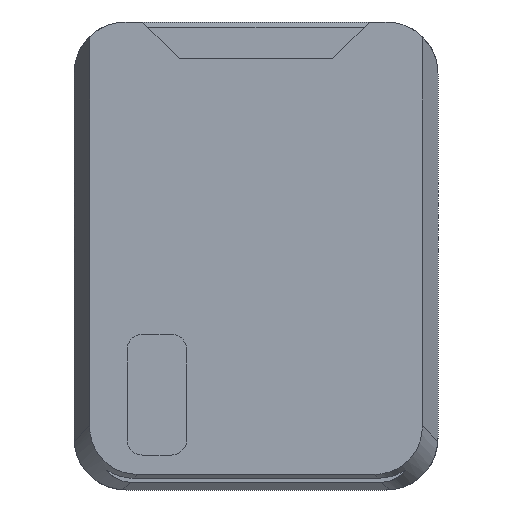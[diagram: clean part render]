
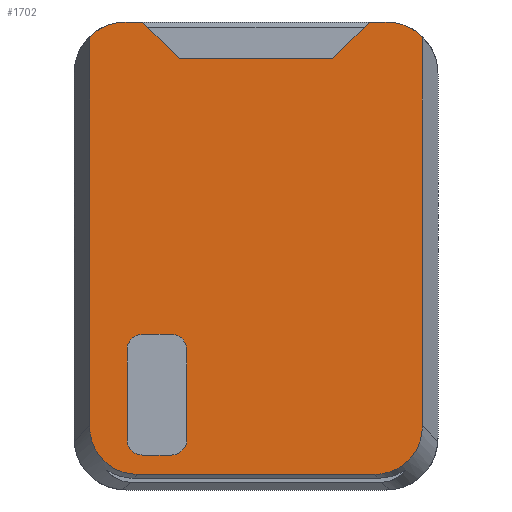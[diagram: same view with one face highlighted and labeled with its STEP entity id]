
A CAD part, front view. The second image highlights one B-rep face of the part: STEP entity #1702.
In plain terms, the highlighted planar face has unit normal (0, -1, 0).
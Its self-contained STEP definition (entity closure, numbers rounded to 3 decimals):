
#15=FACE_BOUND('',#225,.T.);
#53=PLANE('',#1841);
#125=FACE_OUTER_BOUND('',#224,.T.);
#224=EDGE_LOOP('',(#1312,#1313,#1314,#1315,#1316,#1317,#1318,#1319,#1320,
#1321,#1322,#1323));
#225=EDGE_LOOP('',(#1324,#1325,#1326,#1327,#1328,#1329,#1330,#1331));
#294=CIRCLE('',#1802,0.3);
#295=CIRCLE('',#1805,0.3);
#296=CIRCLE('',#1811,0.3);
#297=CIRCLE('',#1814,0.3);
#306=CIRCLE('',#1834,1.);
#307=CIRCLE('',#1842,1.);
#333=LINE('',#2569,#499);
#356=LINE('',#2666,#522);
#359=LINE('',#2674,#525);
#362=LINE('',#2682,#528);
#366=LINE('',#2689,#532);
#369=LINE('',#2694,#535);
#372=LINE('',#2702,#538);
#374=LINE('',#2708,#540);
#397=LINE('',#2772,#563);
#401=LINE('',#2780,#567);
#402=LINE('',#2784,#568);
#403=LINE('',#2787,#569);
#499=VECTOR('',#2015,10.);
#522=VECTOR('',#2072,10.);
#525=VECTOR('',#2081,10.);
#528=VECTOR('',#2086,10.);
#532=VECTOR('',#2092,10.);
#535=VECTOR('',#2097,10.);
#538=VECTOR('',#2106,10.);
#540=VECTOR('',#2114,10.);
#563=VECTOR('',#2179,10.);
#567=VECTOR('',#2189,10.);
#568=VECTOR('',#2194,10.);
#569=VECTOR('',#2197,10.);
#648=ELLIPSE('',#1784,1.132,1.);
#651=ELLIPSE('',#1789,1.132,1.);
#734=VERTEX_POINT('',#2557);
#735=VERTEX_POINT('',#2559);
#738=VERTEX_POINT('',#2567);
#741=VERTEX_POINT('',#2575);
#761=VERTEX_POINT('',#2658);
#762=VERTEX_POINT('',#2660);
#763=VERTEX_POINT('',#2664);
#764=VERTEX_POINT('',#2668);
#765=VERTEX_POINT('',#2672);
#768=VERTEX_POINT('',#2679);
#769=VERTEX_POINT('',#2681);
#771=VERTEX_POINT('',#2687);
#772=VERTEX_POINT('',#2692);
#773=VERTEX_POINT('',#2696);
#774=VERTEX_POINT('',#2700);
#775=VERTEX_POINT('',#2704);
#793=VERTEX_POINT('',#2763);
#794=VERTEX_POINT('',#2765);
#797=VERTEX_POINT('',#2783);
#798=VERTEX_POINT('',#2785);
#898=EDGE_CURVE('',#734,#735,#648,.T.);
#903=EDGE_CURVE('',#738,#734,#333,.T.);
#907=EDGE_CURVE('',#741,#738,#651,.T.);
#934=EDGE_CURVE('',#761,#762,#294,.T.);
#937=EDGE_CURVE('',#761,#763,#356,.T.);
#939=EDGE_CURVE('',#764,#763,#295,.T.);
#941=EDGE_CURVE('',#764,#765,#359,.T.);
#944=EDGE_CURVE('',#768,#769,#362,.T.);
#948=EDGE_CURVE('',#768,#771,#366,.T.);
#951=EDGE_CURVE('',#772,#771,#369,.T.);
#953=EDGE_CURVE('',#773,#765,#296,.T.);
#955=EDGE_CURVE('',#773,#774,#372,.T.);
#957=EDGE_CURVE('',#775,#774,#297,.T.);
#958=EDGE_CURVE('',#775,#762,#374,.T.);
#987=EDGE_CURVE('',#793,#794,#306,.T.);
#991=EDGE_CURVE('',#793,#769,#397,.T.);
#995=EDGE_CURVE('',#794,#741,#401,.T.);
#997=EDGE_CURVE('',#772,#797,#402,.T.);
#998=EDGE_CURVE('',#798,#797,#307,.T.);
#999=EDGE_CURVE('',#735,#798,#403,.T.);
#1312=ORIENTED_EDGE('',*,*,#987,.F.);
#1313=ORIENTED_EDGE('',*,*,#991,.T.);
#1314=ORIENTED_EDGE('',*,*,#944,.F.);
#1315=ORIENTED_EDGE('',*,*,#948,.T.);
#1316=ORIENTED_EDGE('',*,*,#951,.F.);
#1317=ORIENTED_EDGE('',*,*,#997,.T.);
#1318=ORIENTED_EDGE('',*,*,#998,.F.);
#1319=ORIENTED_EDGE('',*,*,#999,.F.);
#1320=ORIENTED_EDGE('',*,*,#898,.F.);
#1321=ORIENTED_EDGE('',*,*,#903,.F.);
#1322=ORIENTED_EDGE('',*,*,#907,.F.);
#1323=ORIENTED_EDGE('',*,*,#995,.F.);
#1324=ORIENTED_EDGE('',*,*,#958,.T.);
#1325=ORIENTED_EDGE('',*,*,#934,.F.);
#1326=ORIENTED_EDGE('',*,*,#937,.T.);
#1327=ORIENTED_EDGE('',*,*,#939,.F.);
#1328=ORIENTED_EDGE('',*,*,#941,.T.);
#1329=ORIENTED_EDGE('',*,*,#953,.F.);
#1330=ORIENTED_EDGE('',*,*,#955,.T.);
#1331=ORIENTED_EDGE('',*,*,#957,.F.);
#1702=ADVANCED_FACE('',(#125,#15),#53,.T.);
#1784=AXIS2_PLACEMENT_3D('',#2560,#2006,#2007);
#1789=AXIS2_PLACEMENT_3D('',#2577,#2022,#2023);
#1802=AXIS2_PLACEMENT_3D('',#2661,#2066,#2067);
#1805=AXIS2_PLACEMENT_3D('',#2670,#2076,#2077);
#1811=AXIS2_PLACEMENT_3D('',#2698,#2101,#2102);
#1814=AXIS2_PLACEMENT_3D('',#2706,#2110,#2111);
#1834=AXIS2_PLACEMENT_3D('',#2766,#2171,#2172);
#1841=AXIS2_PLACEMENT_3D('',#2782,#2192,#2193);
#1842=AXIS2_PLACEMENT_3D('',#2786,#2195,#2196);
#2006=DIRECTION('center_axis',(0.,1.,0.));
#2007=DIRECTION('ref_axis',(-0.707,0.,-0.707));
#2015=DIRECTION('',(-1.,0.,0.));
#2022=DIRECTION('center_axis',(0.,1.,0.));
#2023=DIRECTION('ref_axis',(0.707,0.,-0.707));
#2066=DIRECTION('center_axis',(0.,-1.,0.));
#2067=DIRECTION('ref_axis',(-0.707,0.,-0.707));
#2072=DIRECTION('',(0.,0.,1.));
#2076=DIRECTION('center_axis',(0.,-1.,0.));
#2077=DIRECTION('ref_axis',(-0.707,0.,0.707));
#2081=DIRECTION('',(1.,0.,0.));
#2086=DIRECTION('',(0.707,0.,0.707));
#2092=DIRECTION('',(-1.,0.,0.));
#2097=DIRECTION('',(0.707,0.,-0.707));
#2101=DIRECTION('center_axis',(0.,-1.,0.));
#2102=DIRECTION('ref_axis',(0.707,0.,0.707));
#2106=DIRECTION('',(0.,0.,-1.));
#2110=DIRECTION('center_axis',(0.,-1.,0.));
#2111=DIRECTION('ref_axis',(0.,0.,1.));
#2114=DIRECTION('',(-1.,0.,0.));
#2171=DIRECTION('center_axis',(0.,1.,0.));
#2172=DIRECTION('ref_axis',(0.707,0.,0.707));
#2179=DIRECTION('',(-1.,0.,0.));
#2189=DIRECTION('',(0.,0.,-1.));
#2192=DIRECTION('center_axis',(0.,-1.,0.));
#2193=DIRECTION('ref_axis',(0.,0.,-1.));
#2194=DIRECTION('',(-1.,0.,0.));
#2195=DIRECTION('center_axis',(0.,1.,0.));
#2196=DIRECTION('ref_axis',(-0.707,0.,0.707));
#2197=DIRECTION('',(0.,0.,1.));
#2557=CARTESIAN_POINT('',(-2.264,-1.8,-2.65));
#2559=CARTESIAN_POINT('',(-3.2,-1.8,-1.714));
#2560=CARTESIAN_POINT('Origin',(-2.132,-1.8,-1.582));
#2567=CARTESIAN_POINT('',(2.264,-1.8,-2.65));
#2569=CARTESIAN_POINT('',(-1.75,-1.8,-2.65));
#2575=CARTESIAN_POINT('',(3.2,-1.8,-1.714));
#2577=CARTESIAN_POINT('Origin',(2.132,-1.8,-1.582));
#2658=CARTESIAN_POINT('',(-2.48,-1.8,-1.979));
#2660=CARTESIAN_POINT('',(-2.18,-1.8,-2.279));
#2661=CARTESIAN_POINT('Origin',(-2.18,-1.8,-1.979));
#2664=CARTESIAN_POINT('',(-2.48,-1.8,-0.256));
#2666=CARTESIAN_POINT('',(-2.48,-1.8,-2.279));
#2668=CARTESIAN_POINT('',(-2.18,-1.8,0.044));
#2670=CARTESIAN_POINT('Origin',(-2.18,-1.8,-0.256));
#2672=CARTESIAN_POINT('',(-1.63,-1.8,0.044));
#2674=CARTESIAN_POINT('',(-2.48,-1.8,0.044));
#2679=CARTESIAN_POINT('',(1.476,-1.8,5.35));
#2681=CARTESIAN_POINT('',(2.176,-1.8,6.05));
#2682=CARTESIAN_POINT('',(0.332,-1.8,4.206));
#2687=CARTESIAN_POINT('',(-1.476,-1.8,5.35));
#2689=CARTESIAN_POINT('',(2.176,-1.8,5.35));
#2692=CARTESIAN_POINT('',(-2.176,-1.8,6.05));
#2694=CARTESIAN_POINT('',(-0.332,-1.8,4.206));
#2696=CARTESIAN_POINT('',(-1.33,-1.8,-0.256));
#2698=CARTESIAN_POINT('Origin',(-1.63,-1.8,-0.256));
#2700=CARTESIAN_POINT('',(-1.33,-1.8,-1.997));
#2702=CARTESIAN_POINT('',(-1.33,-1.8,0.044));
#2704=CARTESIAN_POINT('',(-1.63,-1.8,-2.279));
#2706=CARTESIAN_POINT('Origin',(-1.63,-1.8,-1.979));
#2708=CARTESIAN_POINT('',(-1.33,-1.8,-2.279));
#2763=CARTESIAN_POINT('',(2.5,-1.8,6.05));
#2765=CARTESIAN_POINT('',(3.2,-1.8,5.764));
#2766=CARTESIAN_POINT('Origin',(2.5,-1.8,5.05));
#2772=CARTESIAN_POINT('',(3.5,-1.8,6.05));
#2780=CARTESIAN_POINT('',(3.2,-1.8,-0.7));
#2782=CARTESIAN_POINT('Origin',(0.,-1.8,1.55));
#2783=CARTESIAN_POINT('',(-2.5,-1.8,6.05));
#2784=CARTESIAN_POINT('',(3.5,-1.8,6.05));
#2785=CARTESIAN_POINT('',(-3.2,-1.8,5.764));
#2786=CARTESIAN_POINT('Origin',(-2.5,-1.8,5.05));
#2787=CARTESIAN_POINT('',(-3.2,-1.8,3.8));
